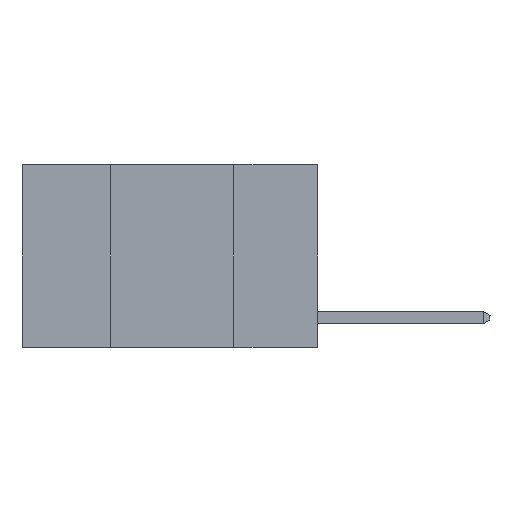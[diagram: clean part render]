
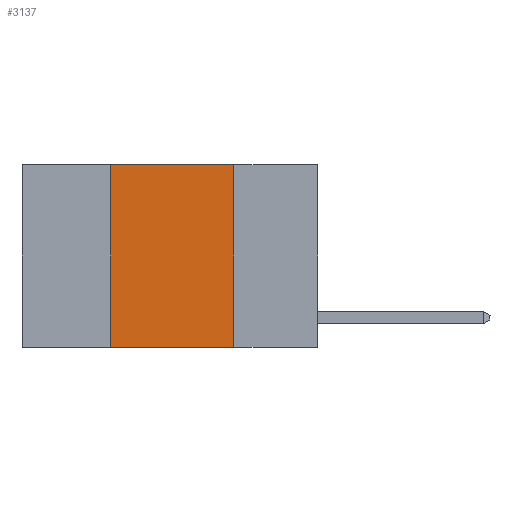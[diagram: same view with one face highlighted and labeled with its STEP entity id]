
A CAD part, left-side view. The second image highlights one B-rep face of the part: STEP entity #3137.
In plain terms, the highlighted planar face has unit normal (-1, 0, 0).
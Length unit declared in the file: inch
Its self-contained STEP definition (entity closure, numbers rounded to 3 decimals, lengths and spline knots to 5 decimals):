
#66 = DIRECTION ( 'NONE',  ( 0., -1., 0. ) ) ;
#245 = VECTOR ( 'NONE', #11416, 39.37008 ) ;
#455 = CARTESIAN_POINT ( 'NONE',  ( 0., 0.42, 0. ) ) ;
#506 = DIRECTION ( 'NONE',  ( 0., 0., -1. ) ) ;
#907 = LINE ( 'NONE', #4548, #7847 ) ;
#1275 = VERTEX_POINT ( 'NONE', #9449 ) ;
#1526 = LINE ( 'NONE', #6762, #245 ) ;
#1635 = EDGE_CURVE ( 'NONE', #1275, #10068, #7159, .T. ) ;
#2258 = FACE_OUTER_BOUND ( 'NONE', #8827, .T. ) ;
#2475 = ORIENTED_EDGE ( 'NONE', *, *, #1635, .T. ) ;
#2550 = VERTEX_POINT ( 'NONE', #5865 ) ;
#2557 = ORIENTED_EDGE ( 'NONE', *, *, #5875, .F. ) ;
#3006 = LINE ( 'NONE', #7571, #11258 ) ;
#3137 = ADVANCED_FACE ( 'NONE', ( #2258 ), #11002, .F. ) ;
#3715 = AXIS2_PLACEMENT_3D ( 'NONE', #7424, #7537, #506 ) ;
#4275 = EDGE_CURVE ( 'NONE', #9460, #2550, #907, .T. ) ;
#4548 = CARTESIAN_POINT ( 'NONE',  ( 0., 0.6, 0. ) ) ;
#4683 = DIRECTION ( 'NONE',  ( 0., 0., -1. ) ) ;
#5191 = ORIENTED_EDGE ( 'NONE', *, *, #8571, .F. ) ;
#5651 = ORIENTED_EDGE ( 'NONE', *, *, #4275, .F. ) ;
#5865 = CARTESIAN_POINT ( 'NONE',  ( 0., 0.17, 0. ) ) ;
#5875 = EDGE_CURVE ( 'NONE', #1275, #9460, #1526, .T. ) ;
#6762 = CARTESIAN_POINT ( 'NONE',  ( 0., 0.42, 0. ) ) ;
#7159 = LINE ( 'NONE', #8218, #7240 ) ;
#7240 = VECTOR ( 'NONE', #8991, 39.37008 ) ;
#7424 = CARTESIAN_POINT ( 'NONE',  ( 0., 0.6, 0. ) ) ;
#7537 = DIRECTION ( 'NONE',  ( 1., 0., 0. ) ) ;
#7571 = CARTESIAN_POINT ( 'NONE',  ( 0., 0.17, 0. ) ) ;
#7699 = CARTESIAN_POINT ( 'NONE',  ( 0., 0.17, -0.37 ) ) ;
#7847 = VECTOR ( 'NONE', #66, 39.37008 ) ;
#8218 = CARTESIAN_POINT ( 'NONE',  ( 0., 0.6, -0.37 ) ) ;
#8571 = EDGE_CURVE ( 'NONE', #2550, #10068, #3006, .T. ) ;
#8827 = EDGE_LOOP ( 'NONE', ( #5191, #5651, #2557, #2475 ) ) ;
#8991 = DIRECTION ( 'NONE',  ( 0., -1., 0. ) ) ;
#9449 = CARTESIAN_POINT ( 'NONE',  ( 0., 0.42, -0.37 ) ) ;
#9460 = VERTEX_POINT ( 'NONE', #455 ) ;
#10068 = VERTEX_POINT ( 'NONE', #7699 ) ;
#11002 = PLANE ( 'NONE',  #3715 ) ;
#11258 = VECTOR ( 'NONE', #4683, 39.37008 ) ;
#11416 = DIRECTION ( 'NONE',  ( 0., 0., 1. ) ) ;
